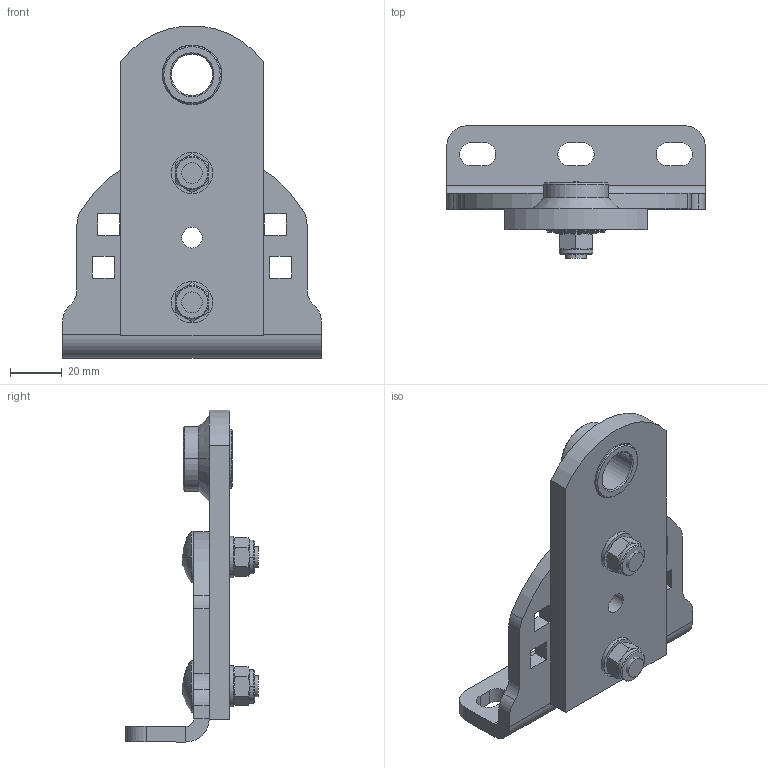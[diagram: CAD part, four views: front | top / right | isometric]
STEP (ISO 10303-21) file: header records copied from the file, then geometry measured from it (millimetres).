
FILE_DESCRIPTION (( 'STEP AP214' ), '1' );
FILE_NAME ('PLA-15U.STEP', '2025-07-08T08:43:03', ( '' ), ( '' ), 'SwSTEP 2.0', 'SolidWorks 2019', '' );
FILE_SCHEMA (( 'AUTOMOTIVE_DESIGN' ));
Length unit declared in the file: millimetre
Products named in the file (6): PLA-15U; MATICA DIN 985_M 8; PODLOZKA DIN 125_PODLOZKA  8; PLA-15U.01; DIN 603 Zn_M8 x 25; PLA-15U.02
Assembly tree (8 placements, depth 2):
  PLA-15U
    PLA-15U.01
    PLA-15U.02
    PODLOZKA DIN 125_PODLOZKA  8  x2
    MATICA DIN 985_M 8  x2
    DIN 603 Zn_M8 x 25  x2
Bounding box: 100 x 51.29 x 128.41 mm (x, y, z)
Volume: 106592.8 mm3; surface area: 45700.9 mm2
Topology: 10 solids, 10 shells, 245 faces, 601 edges, 362 vertices
Faces by surface type: plane 112, cylinder 67, cone 38, bspline 16, torus 8, sphere 4
Entity records: 6011 total; most frequent: CARTESIAN_POINT 1316, DIRECTION 913, ORIENTED_EDGE 894, EDGE_CURVE 447, AXIS2_PLACEMENT_3D 318, VERTEX_POINT 281, VECTOR 277, LINE 277
